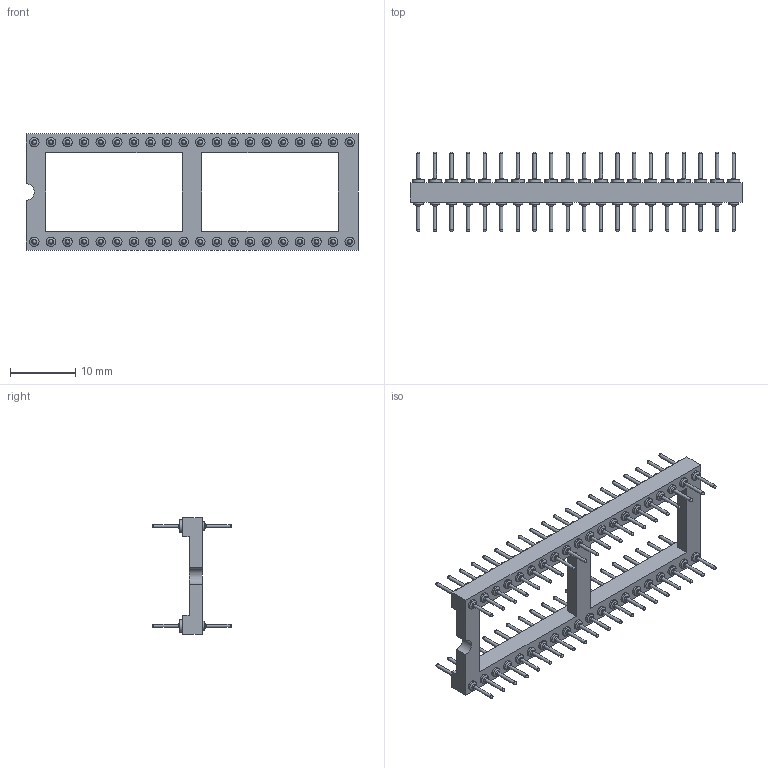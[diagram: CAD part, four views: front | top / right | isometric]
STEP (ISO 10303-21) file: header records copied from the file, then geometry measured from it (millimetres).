
FILE_DESCRIPTION(('FreeCAD Model'),'2;1');
FILE_NAME('Open CASCADE Shape Model','2022-04-13T17:52:02',('Author'),( ''),'Open CASCADE STEP processor 7.5','FreeCAD','Unknown');
FILE_SCHEMA(('AP242_MANAGED_MODEL_BASED_3D_ENGINEERING_MIM_LF. {1 0 10303 442 1 1 4 }'));
Length unit declared in the file: millimetre
Products named in the file (3): 2227P-40G-06; 801-2227P-40-06; 802-2227P-GPIN
Assembly tree (41 placements, depth 2):
  2227P-40G-06
    801-2227P-40-06
    802-2227P-GPIN  x40
Bounding box: 50.8 x 12.15 x 17.8 mm (x, y, z)
Volume: 1240.1 mm3; surface area: 3524.3 mm2
Topology: 41 solids, 41 shells, 578 faces, 1314 edges, 776 vertices
Faces by surface type: cylinder 241, plane 137, torus 80, sphere 80, cone 40
Full cylindrical faces by diameter (mm): 0.5 x80, 1.45 x80, 1.9 x80
Entity records: 9936 total; most frequent: CARTESIAN_POINT 2237, DIRECTION 1389, ORIENTED_EDGE 670, PCURVE 670, DEFINITIONAL_REPRESENTATION 670, LINE 532, VECTOR 532, AXIS2_PLACEMENT_3D 387
